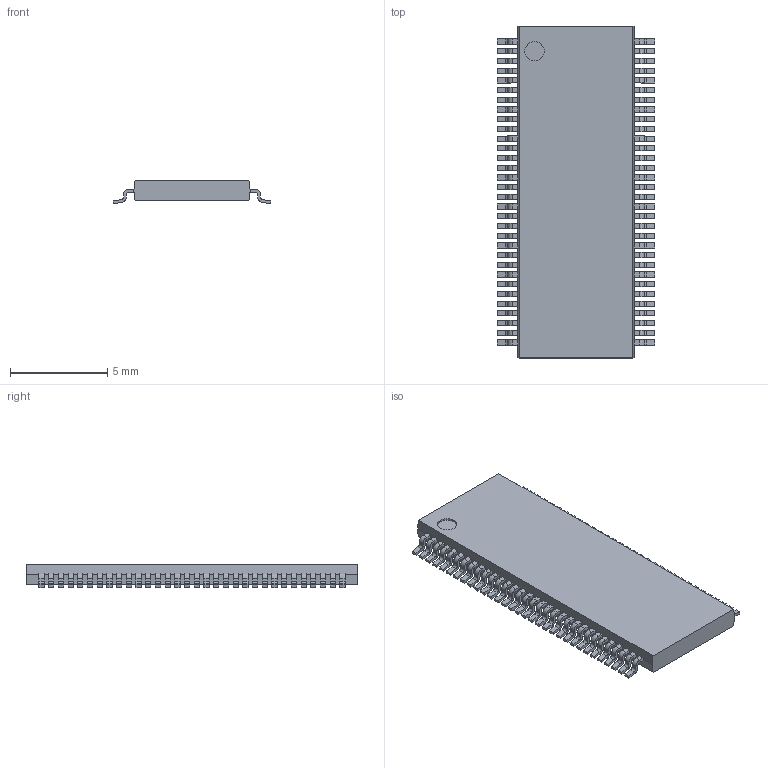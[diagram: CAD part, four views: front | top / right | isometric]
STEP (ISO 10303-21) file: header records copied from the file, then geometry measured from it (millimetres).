
FILE_DESCRIPTION(/* description */ (''),/* implementation_level */ '2;1');
FILE_NAME(/* name */ 'SOP50P810X120-64N.stp',/* time_stamp */ '2015-08-26T11:36:47+02:00',/* author */ ('bcivel'),/* organization */ (''),/* preprocessor_version */ 'ST-DEVELOPER v15.5',/* originating_system */ 'AutoCAD Mechanical',/* authorisation */ '');
FILE_SCHEMA (('AUTOMOTIVE_DESIGN { 1 0 10303 214 3 1 1 }'));
Length unit declared in the file: millimetre
Products named in the file (1): Product
Bounding box: 8.12 x 17.1 x 1.2 mm (x, y, z)
Volume: 110.2 mm3; surface area: 331.9 mm2
Topology: 65 solids, 65 shells, 970 faces, 2517 edges, 1678 vertices
Faces by surface type: plane 713, cylinder 257
Full cylindrical faces by diameter (mm): 1 x1
Entity records: 29485 total; most frequent: CARTESIAN_POINT 5165, ORIENTED_EDGE 5032, DIRECTION 4972, EDGE_CURVE 2516, LINE 2002, VECTOR 2002, VERTEX_POINT 1678, AXIS2_PLACEMENT_3D 1485
